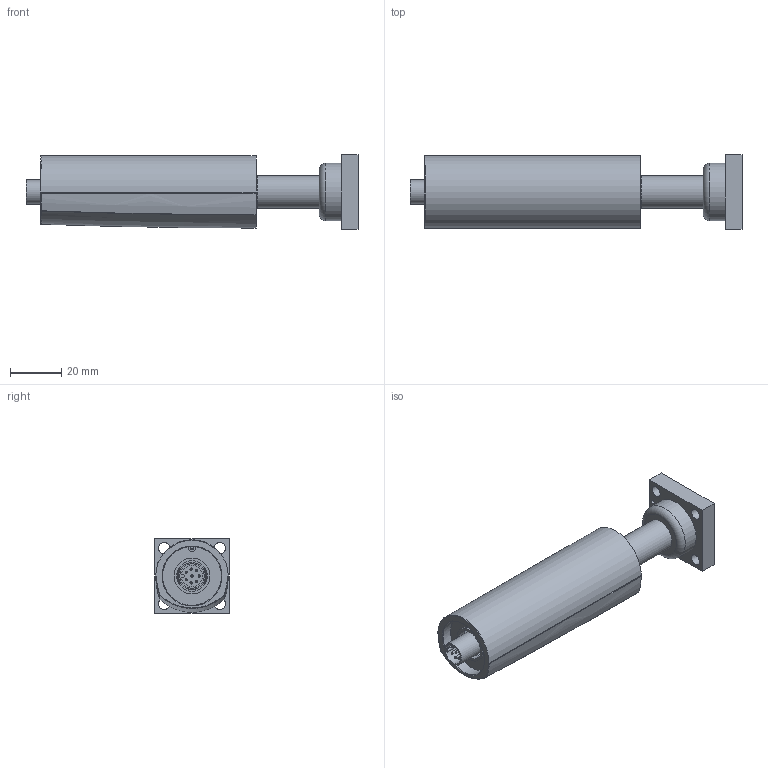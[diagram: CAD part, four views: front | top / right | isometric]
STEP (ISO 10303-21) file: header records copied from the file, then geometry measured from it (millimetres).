
FILE_DESCRIPTION(/* description */ (''),/* implementation_level */ '2;1');
FILE_NAME(/* name */ 'MCDG020D_C-Seal_M12.stp',/* time_stamp */ '2023-01-25T14:34:38+01:00',/* author */ ('cons002'),/* organization */ (''),/* preprocessor_version */ 'ST-DEVELOPER v18.1',/* originating_system */ 'Autodesk Inventor 2021',/* authorisation */ '');
FILE_SCHEMA (('AUTOMOTIVE_DESIGN { 1 0 10303 214 3 1 1 }'));
Length unit declared in the file: millimetre
Products named in the file (1): Bauteil10
Bounding box: 129.56 x 29.2 x 29.2 mm (x, y, z)
Volume: 34052.6 mm3; surface area: 30570.9 mm2
Topology: 1 solids, 1 shells, 744 faces, 2041 edges, 1293 vertices
Faces by surface type: plane 447, cylinder 223, torus 39, cone 19, bspline 13, sphere 3
Full cylindrical faces by diameter (mm): 0.6 x4, 0.75 x8, 0.8 x8, 0.85 x8, 1 x2, 1.1 x1, 1.4 x1, 1.5 x1, 2.013 x1, 2.5 x2, 3.2 x1, 4.4 x4, 4.6 x1, 7.4 x2, 9.45 x1, 10.2 x2, 10.5 x1, 12 x1, 12.7 x1, 13.5 x1, 14 x2, 16 x1, 17.5 x1, 22.5 x1, 23 x1
Entity records: 25847 total; most frequent: CARTESIAN_POINT 5715, ORIENTED_EDGE 4070, DIRECTION 4065, EDGE_CURVE 2035, AXIS2_PLACEMENT_3D 1388, VERTEX_POINT 1293, LINE 1289, VECTOR 1289
